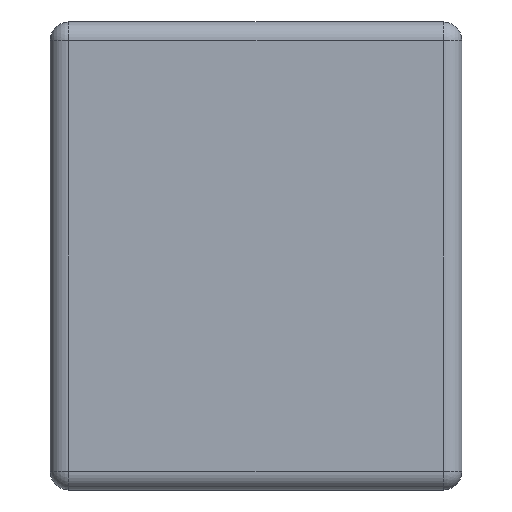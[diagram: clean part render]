
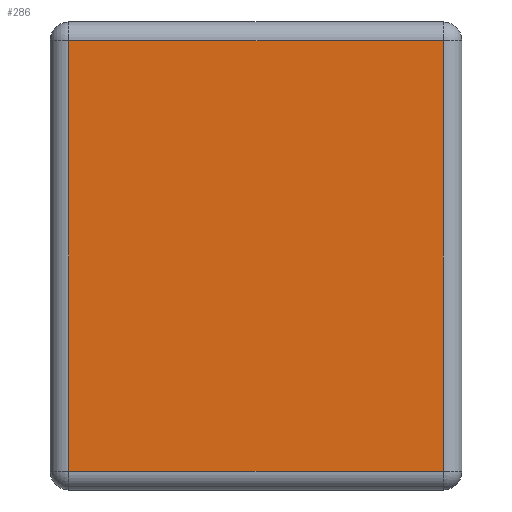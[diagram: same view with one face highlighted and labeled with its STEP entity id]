
A CAD part, left-side view. The second image highlights one B-rep face of the part: STEP entity #286.
In plain terms, the highlighted planar face has unit normal (-1, 0, 0).
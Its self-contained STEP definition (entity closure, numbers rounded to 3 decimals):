
#1 = AXIS2_PLACEMENT_3D ( 'NONE', #810, #1087, #399 ) ;
#9 = PLANE ( 'NONE',  #1 ) ;
#52 = CARTESIAN_POINT ( 'NONE',  ( -1., 1.05, -0.575 ) ) ;
#58 = LINE ( 'NONE', #364, #1218 ) ;
#122 = VERTEX_POINT ( 'NONE', #477 ) ;
#135 = ORIENTED_EDGE ( 'NONE', *, *, #876, .T. ) ;
#169 = LINE ( 'NONE', #496, #638 ) ;
#190 = VECTOR ( 'NONE', #967, 1000. ) ;
#220 = LINE ( 'NONE', #582, #190 ) ;
#286 = ADVANCED_FACE ( 'NONE', ( #1072 ), #9, .F. ) ;
#327 = EDGE_CURVE ( 'NONE', #802, #606, #507, .T. ) ;
#357 = VECTOR ( 'NONE', #1183, 1000. ) ;
#364 = CARTESIAN_POINT ( 'NONE',  ( -1., 1.1, -0.575 ) ) ;
#399 = DIRECTION ( 'NONE',  ( 0., 0., -1. ) ) ;
#477 = CARTESIAN_POINT ( 'NONE',  ( -1., 0.05, 0.575 ) ) ;
#496 = CARTESIAN_POINT ( 'NONE',  ( -1., 0.05, -0.625 ) ) ;
#499 = CARTESIAN_POINT ( 'NONE',  ( -1., 0.05, -0.575 ) ) ;
#507 = LINE ( 'NONE', #689, #357 ) ;
#582 = CARTESIAN_POINT ( 'NONE',  ( -1., 1.1, 0.575 ) ) ;
#606 = VERTEX_POINT ( 'NONE', #52 ) ;
#607 = EDGE_CURVE ( 'NONE', #606, #721, #58, .T. ) ;
#638 = VECTOR ( 'NONE', #693, 1000. ) ;
#689 = CARTESIAN_POINT ( 'NONE',  ( -1., 1.05, -0.625 ) ) ;
#693 = DIRECTION ( 'NONE',  ( 0., 0., 1. ) ) ;
#721 = VERTEX_POINT ( 'NONE', #499 ) ;
#744 = ORIENTED_EDGE ( 'NONE', *, *, #327, .T. ) ;
#802 = VERTEX_POINT ( 'NONE', #872 ) ;
#810 = CARTESIAN_POINT ( 'NONE',  ( -1., 1.1, -0.625 ) ) ;
#819 = EDGE_CURVE ( 'NONE', #721, #122, #169, .T. ) ;
#850 = ORIENTED_EDGE ( 'NONE', *, *, #607, .T. ) ;
#872 = CARTESIAN_POINT ( 'NONE',  ( -1., 1.05, 0.575 ) ) ;
#876 = EDGE_CURVE ( 'NONE', #122, #802, #220, .T. ) ;
#919 = EDGE_LOOP ( 'NONE', ( #744, #850, #985, #135 ) ) ;
#945 = DIRECTION ( 'NONE',  ( 0., -1., 0. ) ) ;
#967 = DIRECTION ( 'NONE',  ( 0., 1., 0. ) ) ;
#985 = ORIENTED_EDGE ( 'NONE', *, *, #819, .T. ) ;
#1072 = FACE_OUTER_BOUND ( 'NONE', #919, .T. ) ;
#1087 = DIRECTION ( 'NONE',  ( 1., 0., 0. ) ) ;
#1183 = DIRECTION ( 'NONE',  ( 0., 0., -1. ) ) ;
#1218 = VECTOR ( 'NONE', #945, 1000. ) ;
